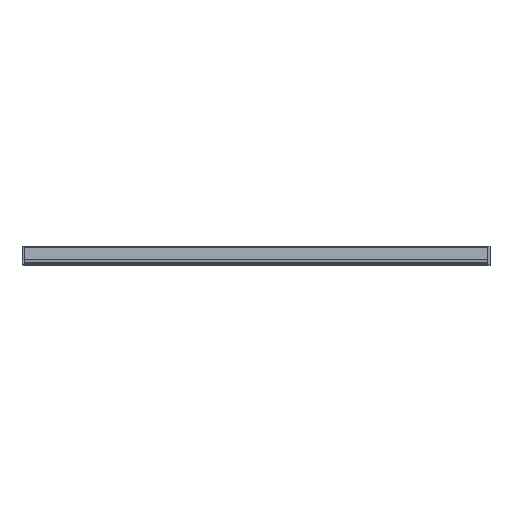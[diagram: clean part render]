
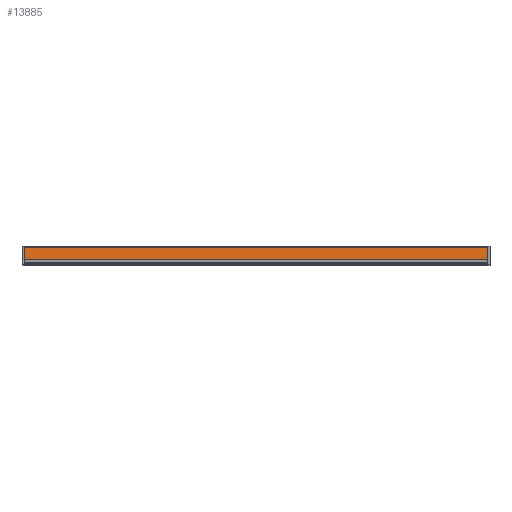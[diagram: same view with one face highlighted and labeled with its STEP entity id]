
A CAD part, top view. The second image highlights one B-rep face of the part: STEP entity #13885.
In plain terms, the highlighted face is planar.
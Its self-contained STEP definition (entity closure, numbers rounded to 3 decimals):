
#7291=DIRECTION('',(1.,0.,0.));
#7292=VECTOR('',#7291,1000.);
#7293=CARTESIAN_POINT('',(-500.,-1.503,-17.174));
#7294=LINE('',#7293,#7292);
#7330=DIRECTION('',(0.,-0.087,-0.996));
#7331=VECTOR('',#7330,32.647);
#7332=CARTESIAN_POINT('',(-500.,1.343,15.349));
#7333=LINE('',#7332,#7331);
#7338=DIRECTION('',(1.,0.,0.));
#7339=VECTOR('',#7338,1000.);
#7340=CARTESIAN_POINT('',(-500.,1.343,15.349));
#7341=LINE('',#7340,#7339);
#7364=DIRECTION('',(0.,-0.087,-0.996));
#7365=VECTOR('',#7364,32.647);
#7366=CARTESIAN_POINT('',(500.,1.343,15.349));
#7367=LINE('',#7366,#7365);
#10922=CARTESIAN_POINT('',(-500.,-1.503,-17.174));
#10923=CARTESIAN_POINT('',(500.,-1.503,-17.174));
#10924=VERTEX_POINT('',#10922);
#10925=VERTEX_POINT('',#10923);
#10926=CARTESIAN_POINT('',(-500.,1.343,15.349));
#10927=CARTESIAN_POINT('',(500.,1.343,15.349));
#10928=VERTEX_POINT('',#10926);
#10929=VERTEX_POINT('',#10927);
#13873=CARTESIAN_POINT('',(-500.,1.662,19.));
#13874=DIRECTION('',(0.,-0.996,0.087));
#13875=DIRECTION('',(0.,-0.087,-0.996));
#13876=AXIS2_PLACEMENT_3D('',#13873,#13874,#13875);
#13877=PLANE('',#13876);
#13878=ORIENTED_EDGE('',*,*,#13838,.F.);
#13879=ORIENTED_EDGE('',*,*,#13863,.T.);
#13881=ORIENTED_EDGE('',*,*,#13880,.T.);
#13882=ORIENTED_EDGE('',*,*,#13781,.F.);
#13883=EDGE_LOOP('',(#13878,#13879,#13881,#13882));
#13884=FACE_OUTER_BOUND('',#13883,.F.);
#13885=ADVANCED_FACE('',(#13884),#13877,.T.);
#13781=EDGE_CURVE('',#10924,#10925,#7294,.T.);
#13838=EDGE_CURVE('',#10928,#10924,#7333,.T.);
#13863=EDGE_CURVE('',#10928,#10929,#7341,.T.);
#13880=EDGE_CURVE('',#10929,#10925,#7367,.T.);
